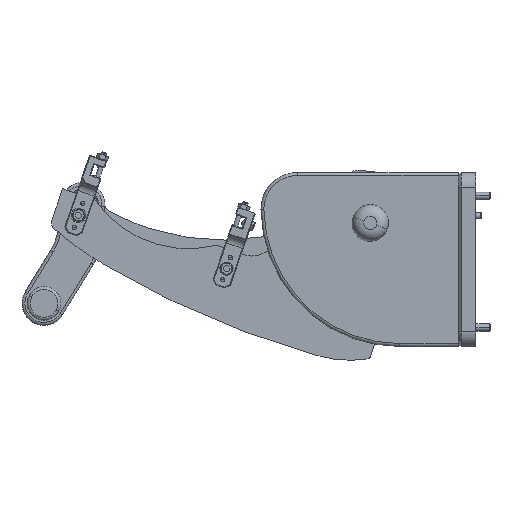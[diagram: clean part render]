
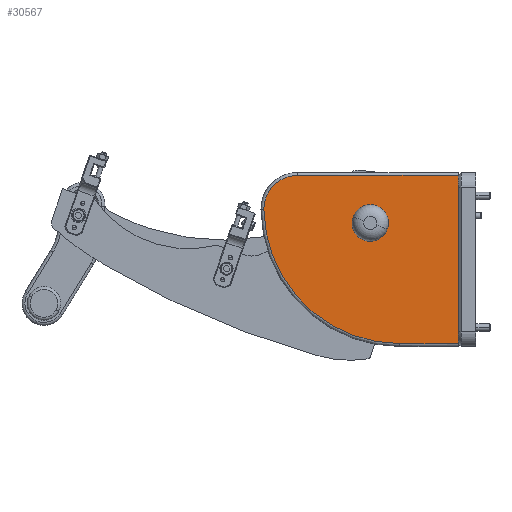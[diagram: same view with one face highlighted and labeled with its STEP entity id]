
A CAD part, left-side view. The second image highlights one B-rep face of the part: STEP entity #30567.
In plain terms, the highlighted face is planar.
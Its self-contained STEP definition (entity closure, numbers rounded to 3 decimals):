
#297 = DIRECTION ( 'NONE',  ( 0., 1., 0. ) ) ;
#1107 = VERTEX_POINT ( 'NONE', #21158 ) ;
#1464 = DIRECTION ( 'NONE',  ( -1., 0., 0. ) ) ;
#2318 = CARTESIAN_POINT ( 'NONE',  ( -132.998, 25.331, -12. ) ) ;
#2937 = ORIENTED_EDGE ( 'NONE', *, *, #20667, .T. ) ;
#3385 = FACE_OUTER_BOUND ( 'NONE', #20200, .T. ) ;
#3974 = VECTOR ( 'NONE', #297, 1000. ) ;
#4832 = AXIS2_PLACEMENT_3D ( 'NONE', #5587, #15691, #15085 ) ;
#5171 = LINE ( 'NONE', #23865, #9777 ) ;
#5471 = EDGE_CURVE ( 'NONE', #18522, #14578, #11454, .T. ) ;
#5587 = CARTESIAN_POINT ( 'NONE',  ( -40., 23.993, -12. ) ) ;
#5796 = CARTESIAN_POINT ( 'NONE',  ( 0., 2., -12. ) ) ;
#5895 = ORIENTED_EDGE ( 'NONE', *, *, #5471, .T. ) ;
#6993 = DIRECTION ( 'NONE',  ( 0., 0., -1. ) ) ;
#7303 = DIRECTION ( 'NONE',  ( 1., 0., 0. ) ) ;
#7984 = CARTESIAN_POINT ( 'NONE',  ( 0., 117., -12. ) ) ;
#8349 = DIRECTION ( 'NONE',  ( 0., 0., -1. ) ) ;
#9777 = VECTOR ( 'NONE', #17320, 1000. ) ;
#10686 = CARTESIAN_POINT ( 'NONE',  ( -110., 25., -12. ) ) ;
#11454 = LINE ( 'NONE', #30133, #24980 ) ;
#12641 = EDGE_CURVE ( 'NONE', #18522, #26888, #14360, .T. ) ;
#12949 = CIRCLE ( 'NONE', #25872, 23. ) ;
#14360 = LINE ( 'NONE', #19184, #3974 ) ;
#14578 = VERTEX_POINT ( 'NONE', #25945 ) ;
#15085 = DIRECTION ( 'NONE',  ( 1., 0., 0. ) ) ;
#15493 = AXIS2_PLACEMENT_3D ( 'NONE', #21747, #6993, #7303 ) ;
#15583 = ORIENTED_EDGE ( 'NONE', *, *, #21531, .T. ) ;
#15691 = DIRECTION ( 'NONE',  ( 0., 0., 1. ) ) ;
#16458 = ORIENTED_EDGE ( 'NONE', *, *, #30030, .T. ) ;
#17320 = DIRECTION ( 'NONE',  ( 1., 0., 0. ) ) ;
#18522 = VERTEX_POINT ( 'NONE', #5796 ) ;
#19184 = CARTESIAN_POINT ( 'NONE',  ( 0., 0., -12. ) ) ;
#20200 = EDGE_LOOP ( 'NONE', ( #26741, #5895, #2937, #15583, #16458 ) ) ;
#20667 = EDGE_CURVE ( 'NONE', #14578, #26966, #12949, .T. ) ;
#21158 = CARTESIAN_POINT ( 'NONE',  ( -40., 117., -12. ) ) ;
#21460 = CIRCLE ( 'NONE', #15493, 93.007 ) ;
#21531 = EDGE_CURVE ( 'NONE', #26966, #1107, #21460, .T. ) ;
#21747 = CARTESIAN_POINT ( 'NONE',  ( -40., 23.993, -12. ) ) ;
#23123 = DIRECTION ( 'NONE',  ( 1., 0., 0. ) ) ;
#23865 = CARTESIAN_POINT ( 'NONE',  ( -0.6, 117., -12. ) ) ;
#24980 = VECTOR ( 'NONE', #1464, 1000. ) ;
#25872 = AXIS2_PLACEMENT_3D ( 'NONE', #10686, #8349, #23123 ) ;
#25945 = CARTESIAN_POINT ( 'NONE',  ( -110., 2., -12. ) ) ;
#26741 = ORIENTED_EDGE ( 'NONE', *, *, #12641, .F. ) ;
#26888 = VERTEX_POINT ( 'NONE', #7984 ) ;
#26919 = PLANE ( 'NONE',  #4832 ) ;
#26966 = VERTEX_POINT ( 'NONE', #2318 ) ;
#30030 = EDGE_CURVE ( 'NONE', #1107, #26888, #5171, .T. ) ;
#30133 = CARTESIAN_POINT ( 'NONE',  ( -110., 2., -12. ) ) ;
#30567 = ADVANCED_FACE ( 'NONE', ( #3385 ), #26919, .F. ) ;
